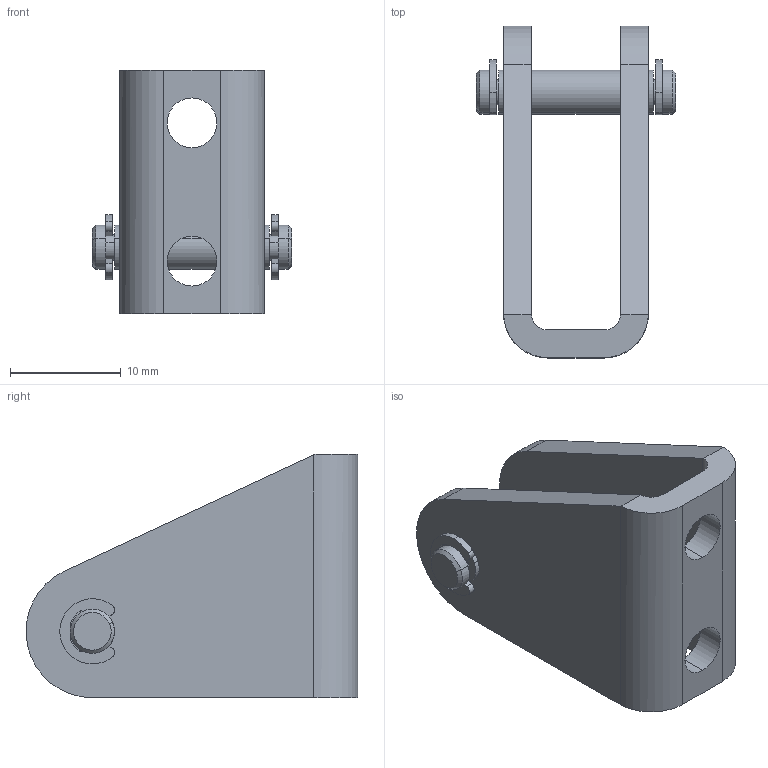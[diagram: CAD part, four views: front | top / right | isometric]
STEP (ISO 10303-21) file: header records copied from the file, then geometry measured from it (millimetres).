
FILE_DESCRIPTION (( 'STEP AP203' ), '1' );
FILE_NAME ('CF107AA000MNT0.step', '2022-03-10T11:54:54', ( '' ), ( '' ), 'SwSTEP 2.0', 'SolidWorks 2021', '' );
FILE_SCHEMA (( 'CONFIG_CONTROL_DESIGN' ));
Length unit declared in the file: millimetre
Products named in the file (4): CF107AA000MNT0; CF107AA000; PR107AA000; SG40702300
Assembly tree (4 placements, depth 2):
  CF107AA000MNT0
    CF107AA000
    PR107AA000
    SG40702300  x2
Bounding box: 18 x 29.99 x 22 mm (x, y, z)
Volume: 2856.1 mm3; surface area: 2972.2 mm2
Topology: 4 solids, 4 shells, 100 faces, 260 edges, 172 vertices
Faces by surface type: cylinder 64, plane 32, cone 4
Entity records: 2668 total; most frequent: DIRECTION 428, CARTESIAN_POINT 393, ORIENTED_EDGE 364, EDGE_CURVE 182, AXIS2_PLACEMENT_3D 171, VERTEX_POINT 120, CIRCLE 92, LINE 86
